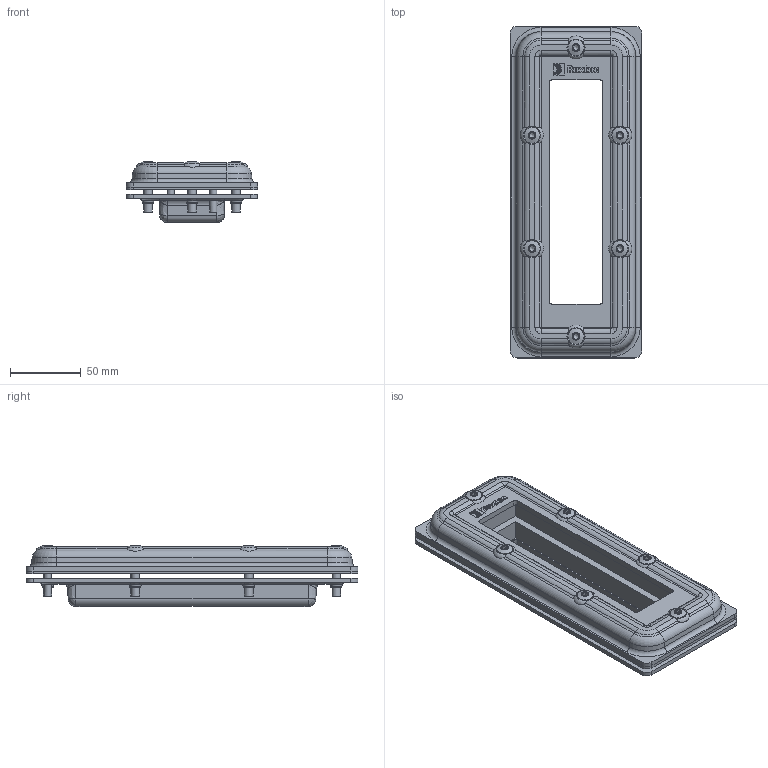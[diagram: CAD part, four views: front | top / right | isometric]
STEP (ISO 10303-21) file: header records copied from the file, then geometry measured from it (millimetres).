
FILE_DESCRIPTION(/* description */ ('','CAx-IF Rec.Pracs.---Representation and Presentation of Product Manufacturing Information (PMI)---4.0---2014-10-13'),/* implementation_level */ '2;1');
FILE_NAME(/* name */ 'CF16.stp',/* time_stamp */ '2022-11-17T12:05:41+00:00',/* author */ ('RTD / 2022-11-17 / CF16'),/* organization */ ('Roxtec International AB / www.roxtec.com'),/* preprocessor_version */ 'ST-DEVELOPER v18.1',/* originating_system */ 'Autodesk Inventor 2022',/* authorisation */ '3DCadService 0.1.7.0-255e87a');
FILE_SCHEMA (('AP242_MANAGED_MODEL_BASED_3D_ENGINEERING_MIM_LF { 1 0 10303 442 1 1 4 }'));
Length unit declared in the file: centimetre
Products named in the file (1): CF16
Bounding box: 92.5 x 234 x 43.03 mm (x, y, z)
Volume: 301140.4 mm3; surface area: 96375.4 mm2
Topology: 1 solids, 1 shells, 540 faces, 1427 edges, 919 vertices
Faces by surface type: cylinder 226, plane 171, bspline 57, torus 50, cone 30, sphere 6
Full cylindrical faces by diameter (mm): 5 x4, 5.5 x4, 6 x12, 7 x2, 8 x6, 11.3 x6
Entity records: 18773 total; most frequent: CARTESIAN_POINT 5750, ORIENTED_EDGE 2826, DIRECTION 2506, EDGE_CURVE 1413, AXIS2_PLACEMENT_3D 925, VERTEX_POINT 919, LINE 656, VECTOR 656
